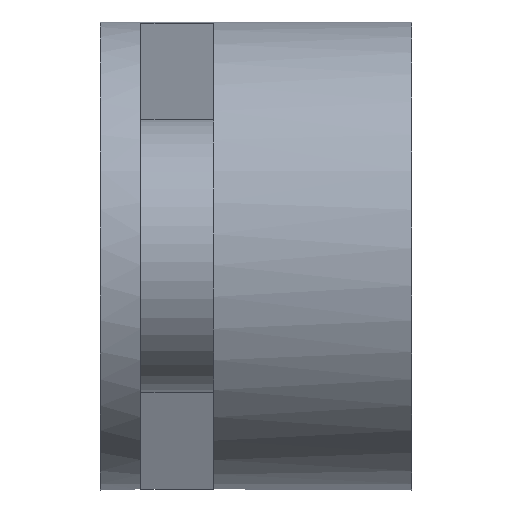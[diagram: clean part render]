
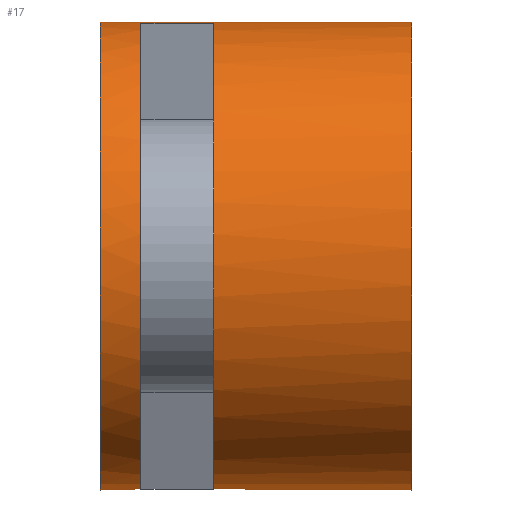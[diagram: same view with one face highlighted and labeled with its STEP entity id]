
A CAD part, left-side view. The second image highlights one B-rep face of the part: STEP entity #17.
In plain terms, the highlighted free-form (B-spline) face has degree [2, 1] with [9, 2] control points.
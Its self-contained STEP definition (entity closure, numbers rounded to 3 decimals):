
#17 = ADVANCED_FACE('',(#18,#50,#86),#122,.T.);
#18 = FACE_BOUND('',#19,.T.);
#19 = EDGE_LOOP('',(#20,#32,#39,#49));
#20 = ORIENTED_EDGE('',*,*,#21,.F.);
#21 = EDGE_CURVE('',#22,#22,#24,.T.);
#22 = VERTEX_POINT('',#23);
#23 = CARTESIAN_POINT('',(0.,3.554,2.677));
#24 = ( BOUNDED_CURVE() B_SPLINE_CURVE(2,(#25,#26,#27,#28,#29,#30,#31),
.UNSPECIFIED.,.T.,.F.) B_SPLINE_CURVE_WITH_KNOTS((1,2,2,2,2,1),(
    -2.094,0.,2.094,4.189,6.283,
8.378),.UNSPECIFIED.) CURVE() GEOMETRIC_REPRESENTATION_ITEM() 
RATIONAL_B_SPLINE_CURVE((1.,0.5,1.,0.5,1.,0.5,1.)) REPRESENTATION_ITEM(
  '') );
#25 = CARTESIAN_POINT('',(0.,3.554,2.677));
#26 = CARTESIAN_POINT('',(4.637,3.554,2.677)
  );
#27 = CARTESIAN_POINT('',(2.319,3.554,-1.339)
  );
#28 = CARTESIAN_POINT('',(0.,3.554,
    -5.355));
#29 = CARTESIAN_POINT('',(-2.319,3.554,-1.339
    ));
#30 = CARTESIAN_POINT('',(-4.637,3.554,2.677)
  );
#31 = CARTESIAN_POINT('',(0.,3.554,2.677));
#32 = ORIENTED_EDGE('',*,*,#33,.T.);
#33 = EDGE_CURVE('',#22,#34,#36,.T.);
#34 = VERTEX_POINT('',#35);
#35 = CARTESIAN_POINT('',(0.,0.,2.677));
#36 = B_SPLINE_CURVE_WITH_KNOTS('',1,(#37,#38),.UNSPECIFIED.,.F.,.F.,(2,
    2),(0.,3.85),.PIECEWISE_BEZIER_KNOTS.);
#37 = CARTESIAN_POINT('',(0.,3.554,
    2.677));
#38 = CARTESIAN_POINT('',(0.,0.,2.677));
#39 = ORIENTED_EDGE('',*,*,#40,.T.);
#40 = EDGE_CURVE('',#34,#34,#41,.T.);
#41 = ( BOUNDED_CURVE() B_SPLINE_CURVE(2,(#42,#43,#44,#45,#46,#47,#48),
.UNSPECIFIED.,.T.,.F.) B_SPLINE_CURVE_WITH_KNOTS((1,2,2,2,2,1),(
    -2.094,0.,2.094,4.189,6.283,
8.378),.UNSPECIFIED.) CURVE() GEOMETRIC_REPRESENTATION_ITEM() 
RATIONAL_B_SPLINE_CURVE((1.,0.5,1.,0.5,1.,0.5,1.)) REPRESENTATION_ITEM(
  '') );
#42 = CARTESIAN_POINT('',(0.,0.,2.677));
#43 = CARTESIAN_POINT('',(4.637,0.,2.677));
#44 = CARTESIAN_POINT('',(2.319,0.,-1.339));
#45 = CARTESIAN_POINT('',(0.,0.,-5.355));
#46 = CARTESIAN_POINT('',(-2.319,0.,-1.339));
#47 = CARTESIAN_POINT('',(-4.637,0.,2.677));
#48 = CARTESIAN_POINT('',(0.,0.,2.677));
#49 = ORIENTED_EDGE('',*,*,#33,.F.);
#50 = FACE_BOUND('',#51,.T.);
#51 = EDGE_LOOP('',(#52,#64,#71,#81));
#52 = ORIENTED_EDGE('',*,*,#53,.T.);
#53 = EDGE_CURVE('',#54,#56,#58,.T.);
#54 = VERTEX_POINT('',#55);
#55 = CARTESIAN_POINT('',(-0.27,2.262,2.664)
  );
#56 = VERTEX_POINT('',#57);
#57 = CARTESIAN_POINT('',(-0.27,2.262,-2.664
    ));
#58 = ( BOUNDED_CURVE() B_SPLINE_CURVE(2,(#59,#60,#61,#62,#63),
.UNSPECIFIED.,.F.,.F.) B_SPLINE_CURVE_WITH_KNOTS((3,2,3),(0.101
,1.571,3.041),.PIECEWISE_BEZIER_KNOTS.) CURVE() 
GEOMETRIC_REPRESENTATION_ITEM() RATIONAL_B_SPLINE_CURVE((1.,
0.742,1.,0.742,1.)) REPRESENTATION_ITEM('') );
#59 = CARTESIAN_POINT('',(-0.27,2.262,2.664)
  );
#60 = CARTESIAN_POINT('',(-2.677,2.262,2.42)
  );
#61 = CARTESIAN_POINT('',(-2.677,2.262,
    0.));
#62 = CARTESIAN_POINT('',(-2.677,2.262,-2.42
    ));
#63 = CARTESIAN_POINT('',(-0.27,2.262,-2.664
    ));
#64 = ORIENTED_EDGE('',*,*,#65,.T.);
#65 = EDGE_CURVE('',#56,#66,#68,.T.);
#66 = VERTEX_POINT('',#67);
#67 = CARTESIAN_POINT('',(-0.27,3.093,-2.664
    ));
#68 = B_SPLINE_CURVE_WITH_KNOTS('',1,(#69,#70),.UNSPECIFIED.,.F.,.F.,(2,
    2),(0.,0.9),.PIECEWISE_BEZIER_KNOTS.);
#69 = CARTESIAN_POINT('',(-0.27,2.262,-2.664
    ));
#70 = CARTESIAN_POINT('',(-0.27,3.093,-2.664
    ));
#71 = ORIENTED_EDGE('',*,*,#72,.F.);
#72 = EDGE_CURVE('',#73,#66,#75,.T.);
#73 = VERTEX_POINT('',#74);
#74 = CARTESIAN_POINT('',(-0.27,3.093,2.664)
  );
#75 = ( BOUNDED_CURVE() B_SPLINE_CURVE(2,(#76,#77,#78,#79,#80),
.UNSPECIFIED.,.F.,.F.) B_SPLINE_CURVE_WITH_KNOTS((3,2,3),(0.101
,1.571,3.041),.PIECEWISE_BEZIER_KNOTS.) CURVE() 
GEOMETRIC_REPRESENTATION_ITEM() RATIONAL_B_SPLINE_CURVE((1.,
0.742,1.,0.742,1.)) REPRESENTATION_ITEM('') );
#76 = CARTESIAN_POINT('',(-0.27,3.093,2.664)
  );
#77 = CARTESIAN_POINT('',(-2.677,3.093,2.42)
  );
#78 = CARTESIAN_POINT('',(-2.677,3.093,
    0.));
#79 = CARTESIAN_POINT('',(-2.677,3.093,-2.42
    ));
#80 = CARTESIAN_POINT('',(-0.27,3.093,-2.664
    ));
#81 = ORIENTED_EDGE('',*,*,#82,.F.);
#82 = EDGE_CURVE('',#54,#73,#83,.T.);
#83 = B_SPLINE_CURVE_WITH_KNOTS('',1,(#84,#85),.UNSPECIFIED.,.F.,.F.,(2,
    2),(0.,0.9),.PIECEWISE_BEZIER_KNOTS.);
#84 = CARTESIAN_POINT('',(-0.27,2.262,2.664)
  );
#85 = CARTESIAN_POINT('',(-0.27,3.093,2.664)
  );
#86 = FACE_BOUND('',#87,.T.);
#87 = EDGE_LOOP('',(#88,#100,#107,#117));
#88 = ORIENTED_EDGE('',*,*,#89,.F.);
#89 = EDGE_CURVE('',#90,#92,#94,.T.);
#90 = VERTEX_POINT('',#91);
#91 = CARTESIAN_POINT('',(0.27,2.262,2.664)
  );
#92 = VERTEX_POINT('',#93);
#93 = CARTESIAN_POINT('',(0.27,2.262,-2.664)
  );
#94 = ( BOUNDED_CURVE() B_SPLINE_CURVE(2,(#95,#96,#97,#98,#99),
.UNSPECIFIED.,.F.,.F.) B_SPLINE_CURVE_WITH_KNOTS((3,2,3),(0.101
,1.571,3.041),.PIECEWISE_BEZIER_KNOTS.) CURVE() 
GEOMETRIC_REPRESENTATION_ITEM() RATIONAL_B_SPLINE_CURVE((1.,
0.742,1.,0.742,1.)) REPRESENTATION_ITEM('') );
#95 = CARTESIAN_POINT('',(0.27,2.262,2.664)
  );
#96 = CARTESIAN_POINT('',(2.677,2.262,2.42)
  );
#97 = CARTESIAN_POINT('',(2.677,2.262,
    0.));
#98 = CARTESIAN_POINT('',(2.677,2.262,-2.42)
  );
#99 = CARTESIAN_POINT('',(0.27,2.262,-2.664)
  );
#100 = ORIENTED_EDGE('',*,*,#101,.T.);
#101 = EDGE_CURVE('',#90,#102,#104,.T.);
#102 = VERTEX_POINT('',#103);
#103 = CARTESIAN_POINT('',(0.27,3.093,2.664)
  );
#104 = B_SPLINE_CURVE_WITH_KNOTS('',1,(#105,#106),.UNSPECIFIED.,.F.,.F.,
  (2,2),(0.,0.9),.PIECEWISE_BEZIER_KNOTS.);
#105 = CARTESIAN_POINT('',(0.27,2.262,2.664)
  );
#106 = CARTESIAN_POINT('',(0.27,3.093,2.664)
  );
#107 = ORIENTED_EDGE('',*,*,#108,.T.);
#108 = EDGE_CURVE('',#102,#109,#111,.T.);
#109 = VERTEX_POINT('',#110);
#110 = CARTESIAN_POINT('',(0.27,3.093,-2.664
    ));
#111 = ( BOUNDED_CURVE() B_SPLINE_CURVE(2,(#112,#113,#114,#115,#116),
.UNSPECIFIED.,.F.,.F.) B_SPLINE_CURVE_WITH_KNOTS((3,2,3),(0.101
,1.571,3.041),.PIECEWISE_BEZIER_KNOTS.) CURVE() 
GEOMETRIC_REPRESENTATION_ITEM() RATIONAL_B_SPLINE_CURVE((1.,
0.742,1.,0.742,1.)) REPRESENTATION_ITEM('') );
#112 = CARTESIAN_POINT('',(0.27,3.093,2.664)
  );
#113 = CARTESIAN_POINT('',(2.677,3.093,2.42)
  );
#114 = CARTESIAN_POINT('',(2.677,3.093,
    0.));
#115 = CARTESIAN_POINT('',(2.677,3.093,-2.42
    ));
#116 = CARTESIAN_POINT('',(0.27,3.093,-2.664
    ));
#117 = ORIENTED_EDGE('',*,*,#118,.F.);
#118 = EDGE_CURVE('',#92,#109,#119,.T.);
#119 = B_SPLINE_CURVE_WITH_KNOTS('',1,(#120,#121),.UNSPECIFIED.,.F.,.F.,
  (2,2),(0.,0.9),.PIECEWISE_BEZIER_KNOTS.);
#120 = CARTESIAN_POINT('',(0.27,2.262,-2.664
    ));
#121 = CARTESIAN_POINT('',(0.27,3.093,-2.664
    ));
#122 = ( BOUNDED_SURFACE() B_SPLINE_SURFACE(2,1,(
    (#123,#124)
    ,(#125,#126)
    ,(#127,#128)
    ,(#129,#130)
    ,(#131,#132)
    ,(#133,#134)
    ,(#135,#136)
    ,(#137,#138)
,(#139,#140
    )),.UNSPECIFIED.,.T.,.F.,.F.) B_SPLINE_SURFACE_WITH_KNOTS((3,2,2,2,3
    ),(2,2),(3.142,4.189,6.283,8.378,
    9.425),(0.,3.85),.UNSPECIFIED.) 
GEOMETRIC_REPRESENTATION_ITEM() RATIONAL_B_SPLINE_SURFACE((
    (0.75,0.75)
    ,(0.75,0.75)
    ,(1.,1.)
    ,(0.5,0.5)
    ,(1.,1.)
    ,(0.5,0.5)
    ,(1.,1.)
    ,(0.75,0.75)
,(0.75,0.75))) REPRESENTATION_ITEM('') SURFACE() );
#123 = CARTESIAN_POINT('',(0.,3.554,2.677));
#124 = CARTESIAN_POINT('',(0.,0.,2.677));
#125 = CARTESIAN_POINT('',(-1.546,3.554,2.677)
  );
#126 = CARTESIAN_POINT('',(-1.546,0.,2.677));
#127 = CARTESIAN_POINT('',(-2.319,3.554,1.339
    ));
#128 = CARTESIAN_POINT('',(-2.319,0.,1.339));
#129 = CARTESIAN_POINT('',(-4.637,3.554,
    -2.677));
#130 = CARTESIAN_POINT('',(-4.637,0.,-2.677));
#131 = CARTESIAN_POINT('',(0.,3.554,-2.677));
#132 = CARTESIAN_POINT('',(0.,0.,-2.677));
#133 = CARTESIAN_POINT('',(4.637,3.554,-2.677
    ));
#134 = CARTESIAN_POINT('',(4.637,0.,-2.677));
#135 = CARTESIAN_POINT('',(2.319,3.554,1.339)
  );
#136 = CARTESIAN_POINT('',(2.319,0.,1.339));
#137 = CARTESIAN_POINT('',(1.546,3.554,2.677)
  );
#138 = CARTESIAN_POINT('',(1.546,0.,2.677));
#139 = CARTESIAN_POINT('',(0.,3.554,2.677));
#140 = CARTESIAN_POINT('',(0.,0.,2.677));
